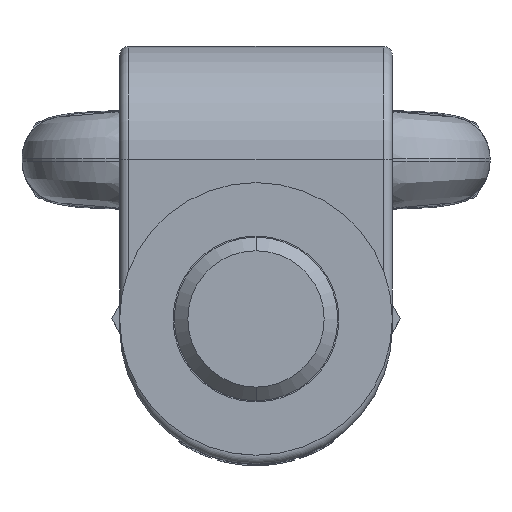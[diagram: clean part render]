
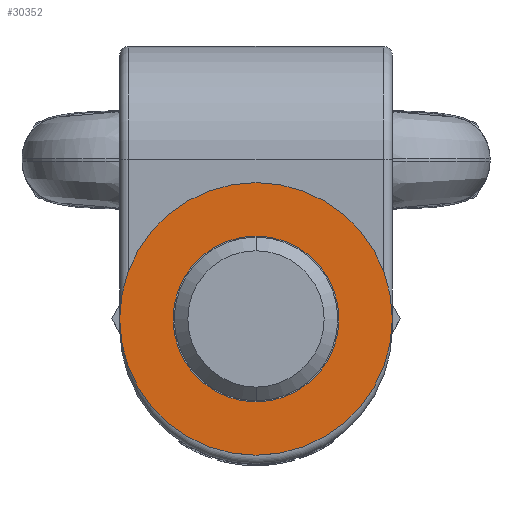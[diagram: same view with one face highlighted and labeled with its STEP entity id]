
A CAD part, front view. The second image highlights one B-rep face of the part: STEP entity #30352.
In plain terms, the highlighted planar face has unit normal (0, -1, 0).
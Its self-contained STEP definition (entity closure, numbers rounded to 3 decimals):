
#30263=CARTESIAN_POINT('',(0.,0.,0.));
#30264=DIRECTION('',(0.,1.,0.));
#30265=DIRECTION('',(1.,0.,0.));
#30266=AXIS2_PLACEMENT_3D('',#30263,#30264,#30265);
#30268=CARTESIAN_POINT('',(0.,0.,0.));
#30269=DIRECTION('',(0.,1.,0.));
#30270=DIRECTION('',(-1.,0.,0.));
#30271=AXIS2_PLACEMENT_3D('',#30268,#30269,#30270);
#30273=CARTESIAN_POINT('',(0.,0.,0.));
#30274=DIRECTION('',(0.,-1.,0.));
#30275=DIRECTION('',(1.,0.,0.));
#30276=AXIS2_PLACEMENT_3D('',#30273,#30274,#30275);
#30278=CARTESIAN_POINT('',(0.,0.,0.));
#30279=DIRECTION('',(0.,-1.,0.));
#30280=DIRECTION('',(-1.,0.,0.));
#30281=AXIS2_PLACEMENT_3D('',#30278,#30279,#30280);
#30319=CARTESIAN_POINT('',(30.,0.,0.));
#30320=CARTESIAN_POINT('',(-30.,0.,0.));
#30321=VERTEX_POINT('',#30319);
#30322=VERTEX_POINT('',#30320);
#30323=CARTESIAN_POINT('',(18.25,0.,0.));
#30324=CARTESIAN_POINT('',(-18.25,0.,0.));
#30325=VERTEX_POINT('',#30323);
#30326=VERTEX_POINT('',#30324);
#30335=CARTESIAN_POINT('',(0.,0.,0.));
#30336=DIRECTION('',(0.,1.,0.));
#30337=DIRECTION('',(1.,0.,0.));
#30338=AXIS2_PLACEMENT_3D('',#30335,#30336,#30337);
#30339=PLANE('',#30338);
#30341=ORIENTED_EDGE('',*,*,#30340,.T.);
#30343=ORIENTED_EDGE('',*,*,#30342,.T.);
#30344=EDGE_LOOP('',(#30341,#30343));
#30345=FACE_OUTER_BOUND('',#30344,.F.);
#30347=ORIENTED_EDGE('',*,*,#30346,.T.);
#30349=ORIENTED_EDGE('',*,*,#30348,.T.);
#30350=EDGE_LOOP('',(#30347,#30349));
#30351=FACE_BOUND('',#30350,.F.);
#30352=ADVANCED_FACE('',(#30345,#30351),#30339,.F.);
#30267=CIRCLE('',#30266,30.);
#30272=CIRCLE('',#30271,30.);
#30277=CIRCLE('',#30276,18.25);
#30282=CIRCLE('',#30281,18.25);
#30340=EDGE_CURVE('',#30321,#30322,#30267,.T.);
#30342=EDGE_CURVE('',#30322,#30321,#30272,.T.);
#30346=EDGE_CURVE('',#30325,#30326,#30277,.T.);
#30348=EDGE_CURVE('',#30326,#30325,#30282,.T.);
